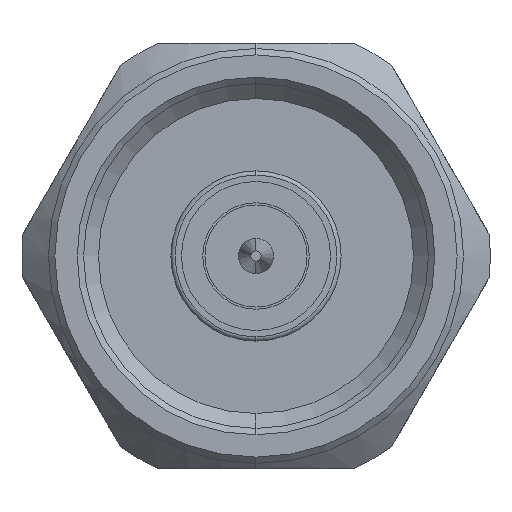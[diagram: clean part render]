
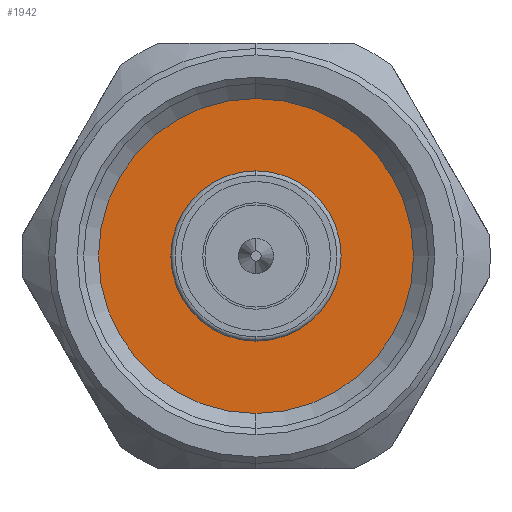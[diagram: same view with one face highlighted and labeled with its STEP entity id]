
A CAD part, left-side view. The second image highlights one B-rep face of the part: STEP entity #1942.
In plain terms, the highlighted planar face has unit normal (-1, 0, 0).
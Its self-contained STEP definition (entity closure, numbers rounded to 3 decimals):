
#45 = FACE_BOUND ( 'NONE', #1275, .T. ) ;
#85 = EDGE_CURVE ( 'NONE', #2607, #1147, #1765, .T. ) ;
#219 = CARTESIAN_POINT ( 'NONE',  ( 11.802, 0., 0. ) ) ;
#348 = PLANE ( 'NONE',  #2661 ) ;
#508 = CIRCLE ( 'NONE', #3258, 8.7 ) ;
#658 = EDGE_LOOP ( 'NONE', ( #2556, #2649 ) ) ;
#748 = DIRECTION ( 'NONE',  ( 0., 0., -1. ) ) ;
#822 = CARTESIAN_POINT ( 'NONE',  ( 11.802, 0., 0. ) ) ;
#879 = AXIS2_PLACEMENT_3D ( 'NONE', #219, #2325, #3543 ) ;
#950 = VERTEX_POINT ( 'NONE', #1689 ) ;
#1147 = VERTEX_POINT ( 'NONE', #2406 ) ;
#1275 = EDGE_LOOP ( 'NONE', ( #3537, #2237 ) ) ;
#1332 = VERTEX_POINT ( 'NONE', #2269 ) ;
#1414 = DIRECTION ( 'NONE',  ( 0., 0., -1. ) ) ;
#1599 = CARTESIAN_POINT ( 'NONE',  ( 11.802, 0., 0. ) ) ;
#1681 = CARTESIAN_POINT ( 'NONE',  ( 11.802, 0., 0. ) ) ;
#1689 = CARTESIAN_POINT ( 'NONE',  ( 11.802, 0., 4. ) ) ;
#1725 = EDGE_CURVE ( 'NONE', #950, #1332, #3284, .T. ) ;
#1765 = CIRCLE ( 'NONE', #1961, 8.7 ) ;
#1794 = AXIS2_PLACEMENT_3D ( 'NONE', #1681, #1925, #748 ) ;
#1816 = CARTESIAN_POINT ( 'NONE',  ( 11.802, 0., 0. ) ) ;
#1899 = CIRCLE ( 'NONE', #879, 4. ) ;
#1925 = DIRECTION ( 'NONE',  ( 1., 0., 0. ) ) ;
#1942 = ADVANCED_FACE ( 'NONE', ( #3058, #45 ), #348, .F. ) ;
#1961 = AXIS2_PLACEMENT_3D ( 'NONE', #822, #3833, #1414 ) ;
#2220 = DIRECTION ( 'NONE',  ( 1., 0., 0. ) ) ;
#2237 = ORIENTED_EDGE ( 'NONE', *, *, #1725, .T. ) ;
#2269 = CARTESIAN_POINT ( 'NONE',  ( 11.802, 0., -4. ) ) ;
#2325 = DIRECTION ( 'NONE',  ( 1., 0., 0. ) ) ;
#2406 = CARTESIAN_POINT ( 'NONE',  ( 11.802, 0., 8.7 ) ) ;
#2556 = ORIENTED_EDGE ( 'NONE', *, *, #85, .F. ) ;
#2607 = VERTEX_POINT ( 'NONE', #3474 ) ;
#2649 = ORIENTED_EDGE ( 'NONE', *, *, #3355, .F. ) ;
#2661 = AXIS2_PLACEMENT_3D ( 'NONE', #1816, #2674, #2753 ) ;
#2674 = DIRECTION ( 'NONE',  ( 1., 0., 0. ) ) ;
#2753 = DIRECTION ( 'NONE',  ( 0., 0., -1. ) ) ;
#3058 = FACE_OUTER_BOUND ( 'NONE', #658, .T. ) ;
#3186 = EDGE_CURVE ( 'NONE', #1332, #950, #1899, .T. ) ;
#3258 = AXIS2_PLACEMENT_3D ( 'NONE', #1599, #2220, #3397 ) ;
#3284 = CIRCLE ( 'NONE', #1794, 4. ) ;
#3355 = EDGE_CURVE ( 'NONE', #1147, #2607, #508, .T. ) ;
#3397 = DIRECTION ( 'NONE',  ( 0., 0., -1. ) ) ;
#3474 = CARTESIAN_POINT ( 'NONE',  ( 11.802, 0., -8.7 ) ) ;
#3537 = ORIENTED_EDGE ( 'NONE', *, *, #3186, .T. ) ;
#3543 = DIRECTION ( 'NONE',  ( 0., 0., -1. ) ) ;
#3833 = DIRECTION ( 'NONE',  ( 1., 0., 0. ) ) ;
